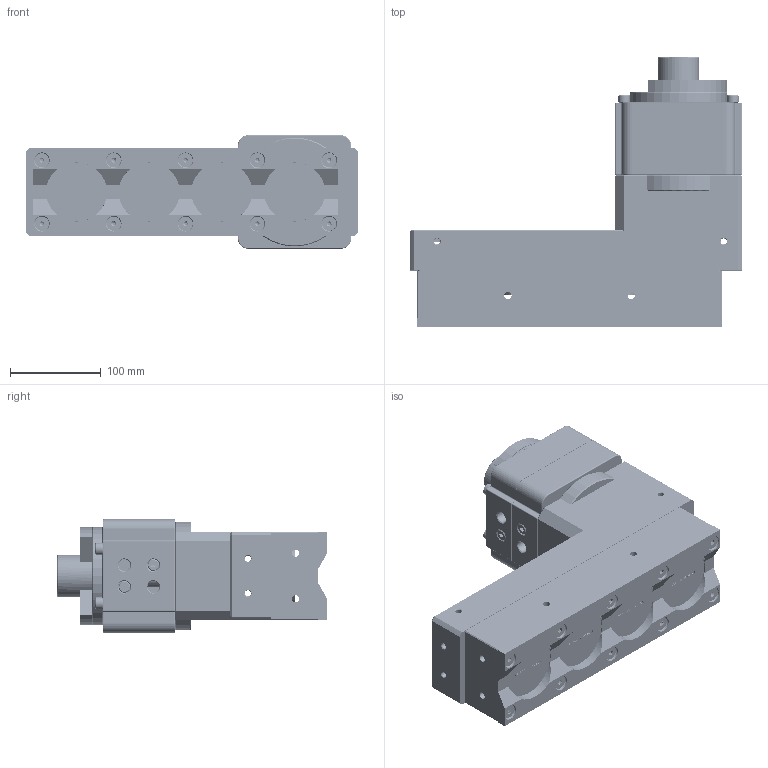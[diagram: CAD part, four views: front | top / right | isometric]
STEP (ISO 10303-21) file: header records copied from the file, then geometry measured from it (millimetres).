
FILE_DESCRIPTION(/* description */ ('STEP AP203'),/* implementation_level */ '2;1');
FILE_NAME(/* name */ 'MS-8140417.stp',/* time_stamp */ '2013-12-10T14:37:54+01:00',/* author */ ('bs'),/* organization */ (''),/* preprocessor_version */ 'ST-DEVELOPER v15.2',/* originating_system */ 'Autodesk Inventor 2014',/* authorisation */ '');
FILE_SCHEMA (('AUTOMOTIVE_DESIGN { 1 0 10303 214 3 1 1 }'));
Products named in the file (1): MS-8140417
Bounding box: 366.27 x 298.25 x 125 mm (x, y, z)
Surface area: 622528.2 mm2 (no closed solid volume)
Topology: 0 solids, 121 shells, 1591 faces, 9714 edges, 8165 vertices
Faces by surface type: cylinder 554, plane 518, cone 449, torus 41, bspline 21, sphere 8
Full cylindrical faces by diameter (mm): 6.8 x8, 6.964 x114, 7 x2, 8 x145, 8.254 x8, 8.4 x8, 8.661 x2, 8.9 x2, 9 x8, 9.5 x2, 10 x15, 10.2 x2, 10.439 x2, 11 x6, 12 x10, 12.7 x2, 13 x14, 13.2 x8, 14 x2, 15 x8, 16 x2, 17.3 x10, 18.01 x6, 25 x1, 25.25 x1, 45 x1, 46 x1, 68 x8, 70.3 x4, 72.3 x1
Entity records: 145036 total; most frequent: CARTESIAN_POINT 78710, ORIENTED_EDGE 13181, DIRECTION 10833, EDGE_CURVE 8813, VERTEX_POINT 8066, LINE 4375, VECTOR 4375, AXIS2_PLACEMENT_3D 3229
